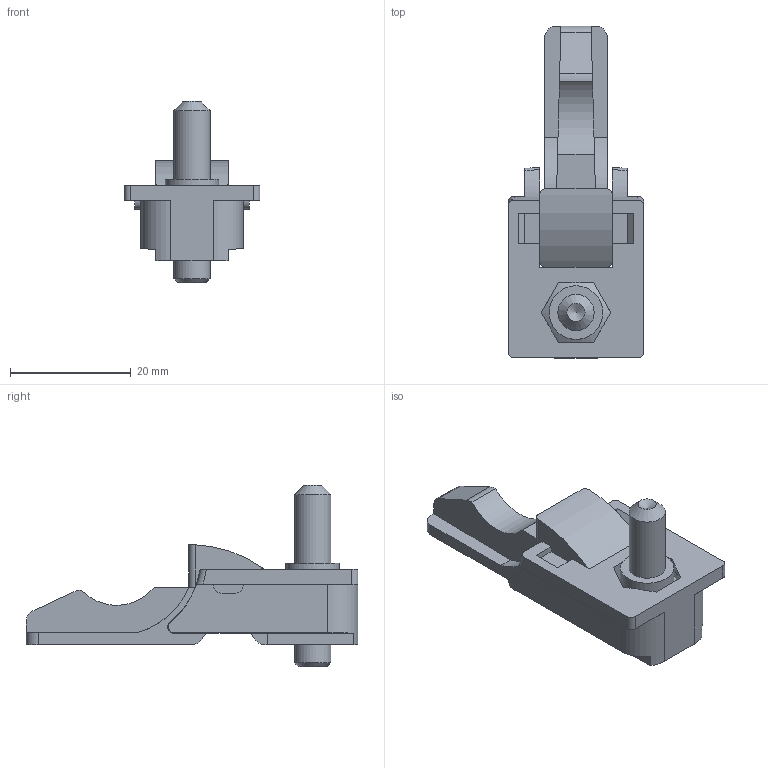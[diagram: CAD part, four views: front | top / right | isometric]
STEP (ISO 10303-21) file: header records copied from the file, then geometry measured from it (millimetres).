
FILE_DESCRIPTION(/* description */ (''),/* implementation_level */ '2;1');
FILE_NAME(/* name */ '11216.stp',/* time_stamp */ '2022-05-23T15:17:39+02:00',/* author */ ('DOMINIQUE'),/* organization */ (''),/* preprocessor_version */ 'ST-DEVELOPER v18.1',/* originating_system */ 'Autodesk Inventor 2021',/* authorisation */ '');
FILE_SCHEMA (('CONFIG_CONTROL_DESIGN'));
Length unit declared in the file: millimetre
Products named in the file (5): 11216; 20818; 20823; ISO 7041 - M6; 04744
Assembly tree (4 placements, depth 2):
  11216
    20818
    20823
    ISO 7041 - M6
    04744
Bounding box: 22.5 x 55 x 30 mm (x, y, z)
Volume: 7151 mm3; surface area: 6306.7 mm2
Topology: 4 solids, 4 shells, 151 faces, 420 edges, 273 vertices
Faces by surface type: plane 96, cylinder 43, cone 8, bspline 2, torus 2
Full cylindrical faces by diameter (mm): 4.917 x1, 6 x2, 8.88 x1
Entity records: 5369 total; most frequent: CARTESIAN_POINT 1253, ORIENTED_EDGE 836, DIRECTION 823, EDGE_CURVE 418, LINE 281, VECTOR 281, VERTEX_POINT 273, AXIS2_PLACEMENT_3D 271
